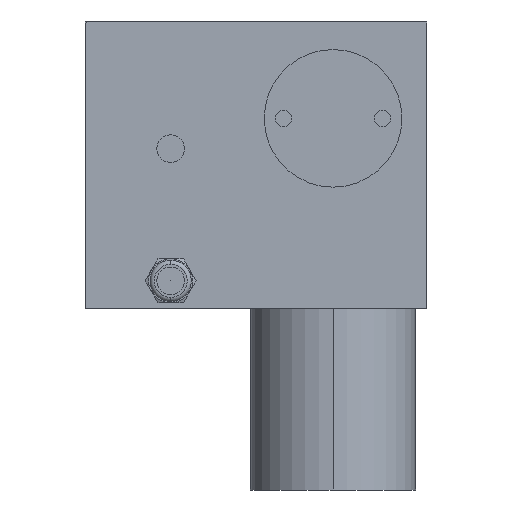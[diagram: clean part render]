
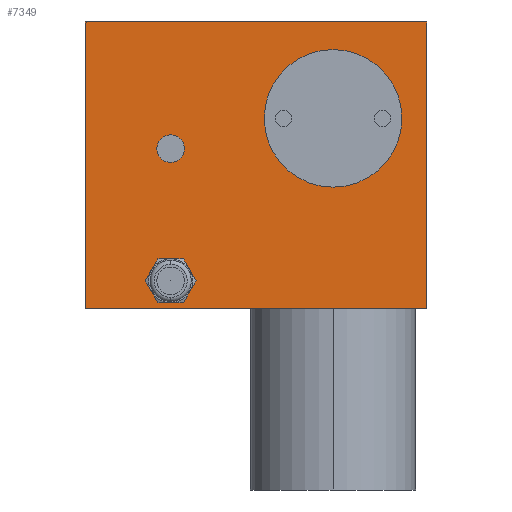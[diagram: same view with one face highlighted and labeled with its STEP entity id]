
A CAD part, left-side view. The second image highlights one B-rep face of the part: STEP entity #7349.
In plain terms, the highlighted planar face has unit normal (-1, 0, 0).
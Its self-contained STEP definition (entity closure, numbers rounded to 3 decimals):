
#314=DIRECTION('',(0.,-1.,0.));
#315=VECTOR('',#314,62.);
#316=CARTESIAN_POINT('',(0.,62.,0.));
#317=LINE('',#316,#315);
#1105=DIRECTION('',(0.,0.,1.));
#1106=VECTOR('',#1105,52.);
#1107=CARTESIAN_POINT('',(0.,62.,-52.));
#1108=LINE('',#1107,#1106);
#1149=DIRECTION('',(0.,-1.,0.));
#1150=VECTOR('',#1149,62.);
#1151=CARTESIAN_POINT('',(0.,62.,-52.));
#1152=LINE('',#1151,#1150);
#1153=DIRECTION('',(0.,0.,1.));
#1154=VECTOR('',#1153,52.);
#1155=CARTESIAN_POINT('',(0.,0.,-52.));
#1156=LINE('',#1155,#1154);
#1157=CARTESIAN_POINT('',(0.,17.,-17.5));
#1158=DIRECTION('',(1.,0.,0.));
#1159=DIRECTION('',(0.,0.,-1.));
#1160=AXIS2_PLACEMENT_3D('',#1157,#1158,#1159);
#1162=CARTESIAN_POINT('',(0.,17.,-17.5));
#1163=DIRECTION('',(1.,0.,0.));
#1164=DIRECTION('',(0.,0.,1.));
#1165=AXIS2_PLACEMENT_3D('',#1162,#1163,#1164);
#1167=CARTESIAN_POINT('',(0.,46.5,-23.));
#1168=DIRECTION('',(1.,0.,0.));
#1169=DIRECTION('',(0.,0.,-1.));
#1170=AXIS2_PLACEMENT_3D('',#1167,#1168,#1169);
#1172=CARTESIAN_POINT('',(0.,46.5,-23.));
#1173=DIRECTION('',(1.,0.,0.));
#1174=DIRECTION('',(0.,0.,1.));
#1175=AXIS2_PLACEMENT_3D('',#1172,#1173,#1174);
#1177=CARTESIAN_POINT('',(0.,46.5,-47.));
#1178=DIRECTION('',(-1.,0.,0.));
#1179=DIRECTION('',(0.,-0.866,0.5));
#1180=AXIS2_PLACEMENT_3D('',#1177,#1178,#1179);
#1182=CARTESIAN_POINT('',(0.,46.5,-47.));
#1183=DIRECTION('',(-1.,0.,0.));
#1184=DIRECTION('',(0.,0.,1.));
#1185=AXIS2_PLACEMENT_3D('',#1182,#1183,#1184);
#1187=CARTESIAN_POINT('',(0.,46.5,-47.));
#1188=DIRECTION('',(-1.,0.,0.));
#1189=DIRECTION('',(0.,0.866,0.5));
#1190=AXIS2_PLACEMENT_3D('',#1187,#1188,#1189);
#1192=CARTESIAN_POINT('',(0.,46.5,-47.));
#1193=DIRECTION('',(-1.,0.,0.));
#1194=DIRECTION('',(0.,0.866,-0.5));
#1195=AXIS2_PLACEMENT_3D('',#1192,#1193,#1194);
#1197=CARTESIAN_POINT('',(0.,46.5,-47.));
#1198=DIRECTION('',(-1.,0.,0.));
#1199=DIRECTION('',(0.,0.,-1.));
#1200=AXIS2_PLACEMENT_3D('',#1197,#1198,#1199);
#1202=CARTESIAN_POINT('',(0.,46.5,-47.));
#1203=DIRECTION('',(-1.,0.,0.));
#1204=DIRECTION('',(0.,-0.866,-0.5));
#1205=AXIS2_PLACEMENT_3D('',#1202,#1203,#1204);
#4885=CARTESIAN_POINT('',(0.,0.,-52.));
#4886=VERTEX_POINT('',#4885);
#4887=CARTESIAN_POINT('',(0.,62.,-52.));
#4888=VERTEX_POINT('',#4887);
#4901=CARTESIAN_POINT('',(0.,0.,0.));
#4902=VERTEX_POINT('',#4901);
#4907=CARTESIAN_POINT('',(0.,62.,0.));
#4908=VERTEX_POINT('',#4907);
#4909=CARTESIAN_POINT('',(0.,17.,-30.));
#4910=CARTESIAN_POINT('',(0.,17.,-5.));
#4911=VERTEX_POINT('',#4909);
#4912=VERTEX_POINT('',#4910);
#4913=CARTESIAN_POINT('',(0.,46.5,-25.5));
#4914=CARTESIAN_POINT('',(0.,46.5,-20.5));
#4915=VERTEX_POINT('',#4913);
#4916=VERTEX_POINT('',#4914);
#6291=CARTESIAN_POINT('',(0.,43.036,-45.));
#6292=CARTESIAN_POINT('',(0.,46.5,-43.));
#6293=VERTEX_POINT('',#6291);
#6294=VERTEX_POINT('',#6292);
#6295=CARTESIAN_POINT('',(0.,49.964,-49.));
#6296=CARTESIAN_POINT('',(0.,46.5,-51.));
#6297=VERTEX_POINT('',#6295);
#6298=VERTEX_POINT('',#6296);
#6299=CARTESIAN_POINT('',(0.,43.036,-49.));
#6300=VERTEX_POINT('',#6299);
#6301=CARTESIAN_POINT('',(0.,49.964,-45.));
#6302=VERTEX_POINT('',#6301);
#7311=CARTESIAN_POINT('',(0.,31.,-26.));
#7312=DIRECTION('',(1.,0.,0.));
#7313=DIRECTION('',(0.,-1.,0.));
#7314=AXIS2_PLACEMENT_3D('',#7311,#7312,#7313);
#7315=PLANE('',#7314);
#7316=ORIENTED_EDGE('',*,*,#7196,.F.);
#7317=ORIENTED_EDGE('',*,*,#7282,.T.);
#7318=ORIENTED_EDGE('',*,*,#6641,.T.);
#7320=ORIENTED_EDGE('',*,*,#7319,.F.);
#7321=EDGE_LOOP('',(#7316,#7317,#7318,#7320));
#7322=FACE_OUTER_BOUND('',#7321,.F.);
#7324=ORIENTED_EDGE('',*,*,#7323,.F.);
#7326=ORIENTED_EDGE('',*,*,#7325,.F.);
#7327=EDGE_LOOP('',(#7324,#7326));
#7328=FACE_BOUND('',#7327,.F.);
#7330=ORIENTED_EDGE('',*,*,#7329,.F.);
#7332=ORIENTED_EDGE('',*,*,#7331,.F.);
#7333=EDGE_LOOP('',(#7330,#7332));
#7334=FACE_BOUND('',#7333,.F.);
#7336=ORIENTED_EDGE('',*,*,#7335,.T.);
#7338=ORIENTED_EDGE('',*,*,#7337,.T.);
#7340=ORIENTED_EDGE('',*,*,#7339,.T.);
#7342=ORIENTED_EDGE('',*,*,#7341,.T.);
#7344=ORIENTED_EDGE('',*,*,#7343,.T.);
#7346=ORIENTED_EDGE('',*,*,#7345,.T.);
#7347=EDGE_LOOP('',(#7336,#7338,#7340,#7342,#7344,#7346));
#7348=FACE_BOUND('',#7347,.F.);
#7349=ADVANCED_FACE('',(#7322,#7328,#7334,#7348),#7315,.F.);
#1161=CIRCLE('',#1160,12.5);
#1166=CIRCLE('',#1165,12.5);
#1171=CIRCLE('',#1170,2.5);
#1176=CIRCLE('',#1175,2.5);
#1181=CIRCLE('',#1180,4.);
#1186=CIRCLE('',#1185,4.);
#1191=CIRCLE('',#1190,4.);
#1196=CIRCLE('',#1195,4.);
#1201=CIRCLE('',#1200,4.);
#1206=CIRCLE('',#1205,4.);
#6641=EDGE_CURVE('',#4908,#4902,#317,.T.);
#7196=EDGE_CURVE('',#4888,#4886,#1152,.T.);
#7282=EDGE_CURVE('',#4888,#4908,#1108,.T.);
#7319=EDGE_CURVE('',#4886,#4902,#1156,.T.);
#7323=EDGE_CURVE('',#4911,#4912,#1161,.T.);
#7325=EDGE_CURVE('',#4912,#4911,#1166,.T.);
#7329=EDGE_CURVE('',#4915,#4916,#1171,.T.);
#7331=EDGE_CURVE('',#4916,#4915,#1176,.T.);
#7335=EDGE_CURVE('',#6293,#6294,#1181,.T.);
#7337=EDGE_CURVE('',#6294,#6302,#1186,.T.);
#7339=EDGE_CURVE('',#6302,#6297,#1191,.T.);
#7341=EDGE_CURVE('',#6297,#6298,#1196,.T.);
#7343=EDGE_CURVE('',#6298,#6300,#1201,.T.);
#7345=EDGE_CURVE('',#6300,#6293,#1206,.T.);
